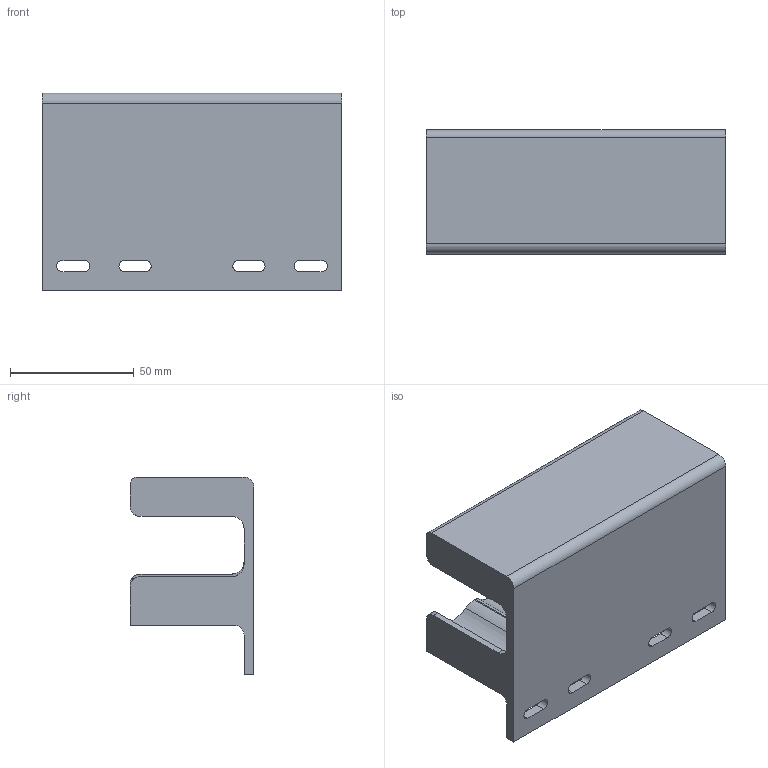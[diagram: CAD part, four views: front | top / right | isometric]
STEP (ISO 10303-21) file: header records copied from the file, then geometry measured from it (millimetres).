
FILE_DESCRIPTION(/* description */ ('STEP AP203'),/* implementation_level */ '2;1');
FILE_NAME(/* name */ '',/* time_stamp */ '2024-11-23T15:30:15+03:00',/* author */ ('Phantom'),/* organization */ ('UNSPECIFIED'),/* preprocessor_version */ 'ST-DEVELOPER v20',/* originating_system */ 'Autodesk Inventor 2025',/* authorisation */ '');
FILE_SCHEMA (('AUTOMOTIVE_DESIGN { 1 0 10303 214 3 1 1 }'));
Length unit declared in the file: millimetre
Products named in the file (1): крепл мотор
Bounding box: 121 x 50 x 79.83 mm (x, y, z)
Volume: 124489.9 mm3; surface area: 47883 mm2
Topology: 1 solids, 1 shells, 89 faces, 258 edges, 171 vertices
Faces by surface type: cylinder 38, plane 37, bspline 14
Entity records: 3107 total; most frequent: CARTESIAN_POINT 661, ORIENTED_EDGE 516, DIRECTION 507, EDGE_CURVE 258, AXIS2_PLACEMENT_3D 179, VERTEX_POINT 171, LINE 149, VECTOR 149
